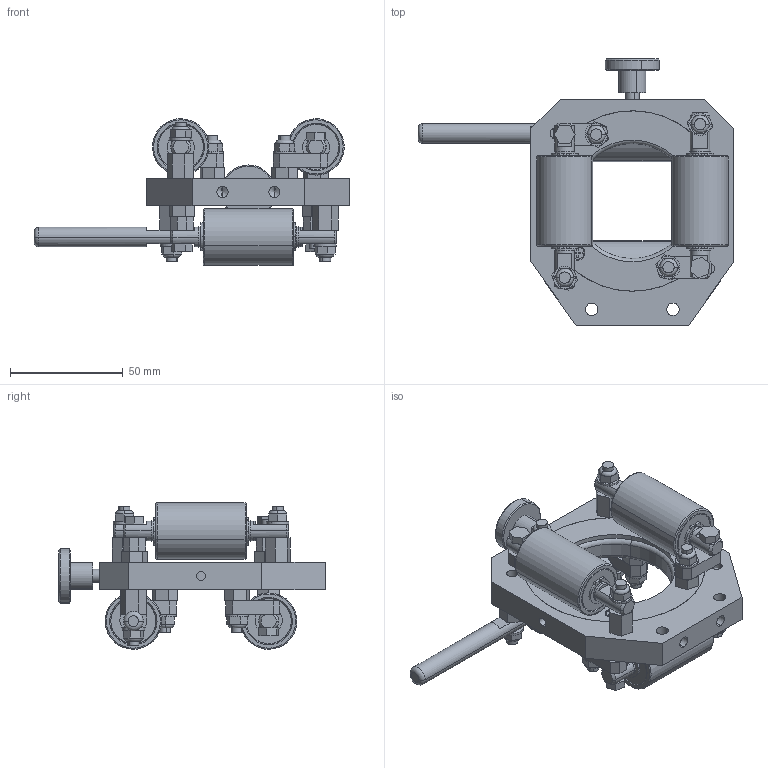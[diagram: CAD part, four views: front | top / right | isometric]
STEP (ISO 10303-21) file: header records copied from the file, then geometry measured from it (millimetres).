
FILE_DESCRIPTION (( 'STEP AP214' ), '1' );
FILE_NAME ('3-400306-03_0105A.STEP', '2018-08-22T08:01:35', ( '' ), ( '' ), 'SwSTEP 2.0', 'SolidWorks 2018', '' );
FILE_SCHEMA (( 'AUTOMOTIVE_DESIGN' ));
Length unit declared in the file: millimetre
Products named in the file (1): 3-400306-03_0105A
Bounding box: 140 x 118 x 64.99 mm (x, y, z)
Volume: 167242 mm3; surface area: 93699.5 mm2
Topology: 61 solids, 61 shells, 1095 faces, 2480 edges, 1617 vertices
Faces by surface type: plane 507, cylinder 473, cone 77, torus 38
Entity records: 44122 total; most frequent: DIRECTION 5711, CARTESIAN_POINT 5667, ORIENTED_EDGE 4952, EDGE_CURVE 2476, AXIS2_PLACEMENT_3D 2215, VERTEX_POINT 1617, EDGE_LOOP 1337, VECTOR 1281
